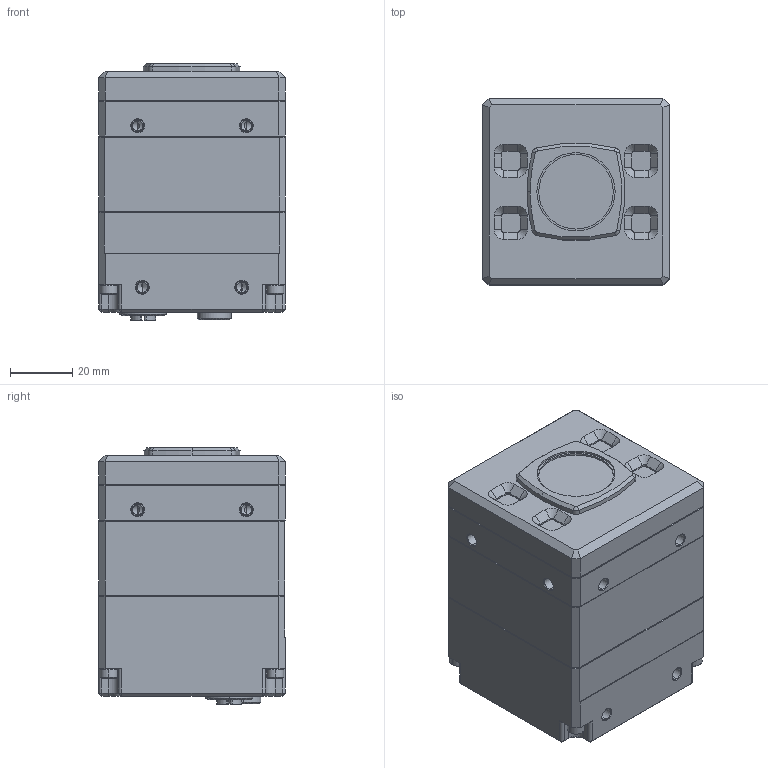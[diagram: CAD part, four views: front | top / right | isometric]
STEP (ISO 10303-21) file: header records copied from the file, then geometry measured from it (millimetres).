
FILE_DESCRIPTION (( 'STEP AP214' ), '1' );
FILE_NAME ('569-682-B.STEP', '2020-10-31T00:58:54', ( '' ), ( '' ), 'SwSTEP 2.0', 'SolidWorks 2017', '' );
FILE_SCHEMA (( 'AUTOMOTIVE_DESIGN' ));
Length unit declared in the file: millimetre
Products named in the file (1): 569-682-B
Bounding box: 60 x 60 x 82.65 mm (x, y, z)
Volume: 276627.6 mm3; surface area: 28421.2 mm2
Topology: 2 solids, 2 shells, 1085 faces, 2666 edges, 1643 vertices
Faces by surface type: plane 480, cylinder 344, cone 157, bspline 76, torus 28
Entity records: 37211 total; most frequent: CARTESIAN_POINT 8684, DIRECTION 5387, ORIENTED_EDGE 5292, EDGE_CURVE 2646, AXIS2_PLACEMENT_3D 1966, VERTEX_POINT 1643, VECTOR 1455, LINE 1455
